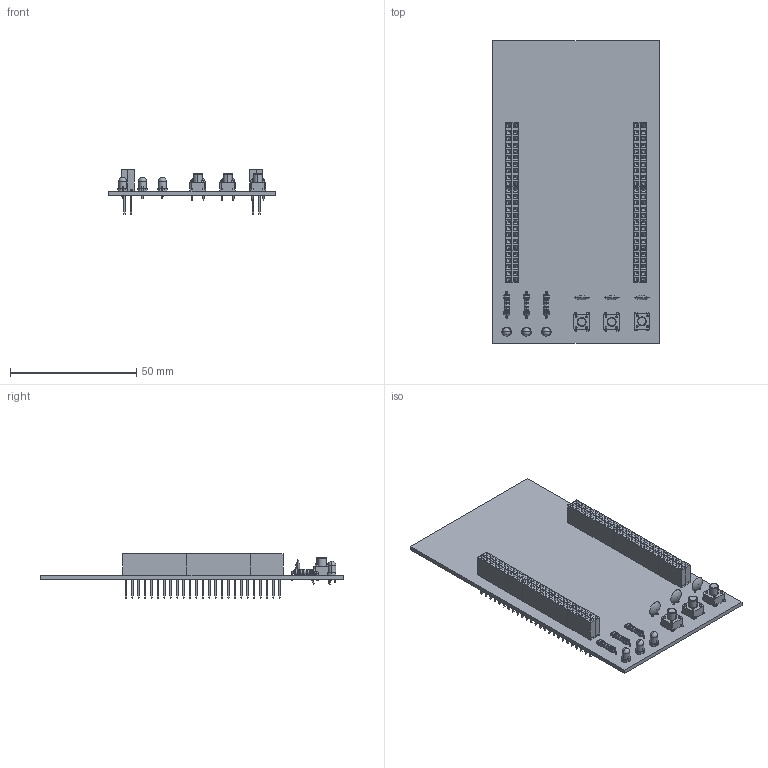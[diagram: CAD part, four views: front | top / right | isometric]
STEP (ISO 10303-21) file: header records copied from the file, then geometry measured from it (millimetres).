
FILE_DESCRIPTION(('Open CASCADE Model'),'2;1');
FILE_NAME('Open CASCADE Shape Model','2022-02-26T04:35:51',('Author'),( 'Open CASCADE'),'Open CASCADE STEP processor 6.8','Open CASCADE 6.8' ,'Unknown');
FILE_SCHEMA(('AUTOMOTIVE_DESIGN { 1 0 10303 214 1 1 1 1 }'));
Length unit declared in the file: millimetre
Products named in the file (23): PCB; Board; Open CASCADE STEP translator 6.8 2.1.1; R3; Resistor_0.25W-1; R2; R1; C3; User_Library-Cap_100n; C2; C1; P2; 1x5; 1x10; SW3; SW3dPS-; SW2; SW1; P1; LED3; SW3DPS-LED_DIP_3MM-DEFAULT; LED2; LED1
Assembly tree (40 placements, depth 3):
  PCB
    Board
      Open CASCADE STEP translator 6.8 2.1.1
    R3
      Resistor_0.25W-1
    R2
      Resistor_0.25W-1
    R1
      Resistor_0.25W-1
    C3
      User_Library-Cap_100n
    C2
      User_Library-Cap_100n
    C1
      User_Library-Cap_100n
    P2
      1x5  x2
      1x10  x4
    SW3
      SW3dPS-
    SW2
      SW3dPS-
    SW1
      SW3dPS-
    P1
      1x5  x2
      1x10  x4
    LED3
      SW3DPS-LED_DIP_3MM-DEFAULT
    LED2
      SW3DPS-LED_DIP_3MM-DEFAULT
    LED1
      SW3DPS-LED_DIP_3MM-DEFAULT
Bounding box: 66 x 120 x 17.64 mm (x, y, z)
Volume: 19060.9 mm3; surface area: 33123.8 mm2
Topology: 131 solids, 131 shells, 4310 faces, 11468 edges, 7429 vertices
Faces by surface type: plane 3738, cylinder 386, bspline 102, sphere 36, cone 36, torus 12
Full cylindrical faces by diameter (mm): 0.6 x6, 0.7 x6, 0.787 x12, 0.813 x6, 0.9 x100
Entity records: 33141 total; most frequent: CARTESIAN_POINT 5985, ORIENTED_EDGE 4704, DIRECTION 4522, EDGE_CURVE 2352, LINE 1836, VECTOR 1836, VERTEX_POINT 1523, AXIS2_PLACEMENT_3D 1343
